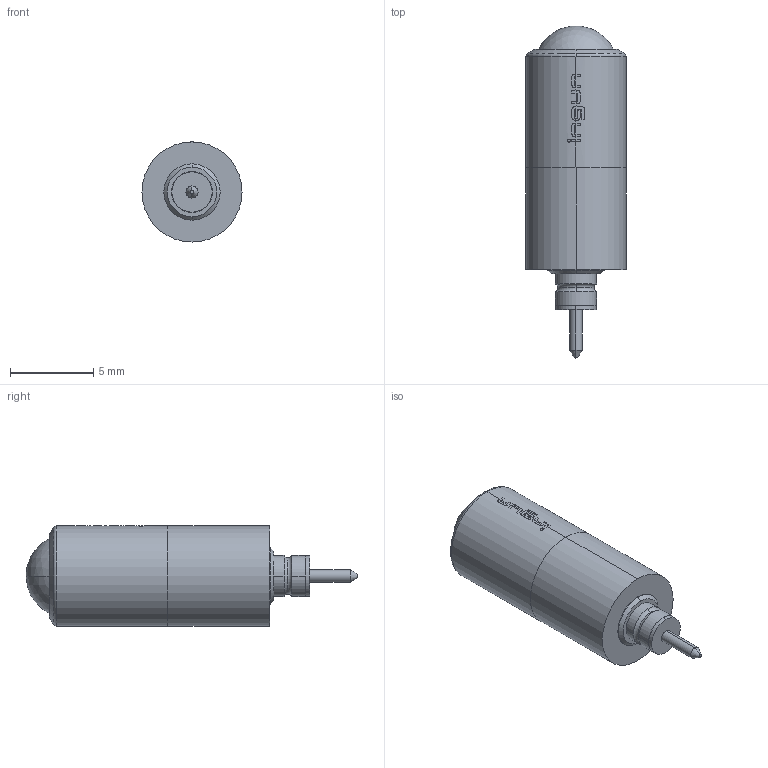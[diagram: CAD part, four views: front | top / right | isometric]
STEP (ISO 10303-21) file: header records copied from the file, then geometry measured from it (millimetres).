
FILE_DESCRIPTION (( 'STEP AP203' ), '1' );
FILE_NAME ('INGUN_SKS-499_405_500_U_xx00_S05_G.STEP', '2022-02-17T08:23:40', ( 'ochi' ), ( '' ), 'SwSTEP 2.0', 'SolidWorks 2018', '' );
FILE_SCHEMA (( 'CONFIG_CONTROL_DESIGN' ));
Length unit declared in the file: millimetre
Products named in the file (1): INGUN_SKS-499_405_500_U_xx00_S05_G
Bounding box: 6 x 19.9 x 6 mm (x, y, z)
Volume: 397.2 mm3; surface area: 331.4 mm2
Topology: 1 solids, 1 shells, 117 faces, 314 edges, 205 vertices
Faces by surface type: bspline 39, cylinder 33, plane 29, torus 8, cone 6, sphere 2
Entity records: 4740 total; most frequent: CARTESIAN_POINT 2243, ORIENTED_EDGE 628, EDGE_CURVE 314, DIRECTION 304, B_SPLINE_CURVE_WITH_KNOTS 222, VERTEX_POINT 205, AXIS2_PLACEMENT_3D 133, EDGE_LOOP 123
